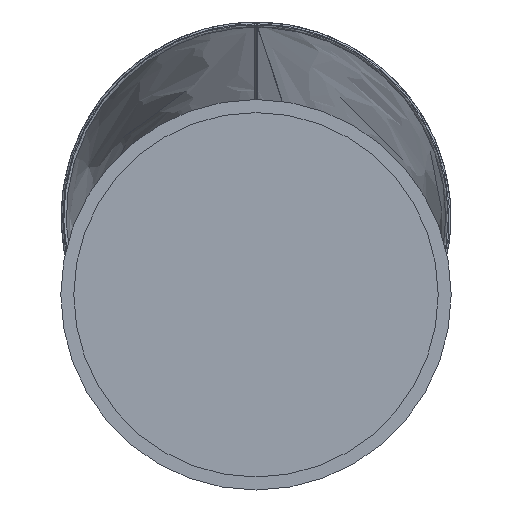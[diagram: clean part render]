
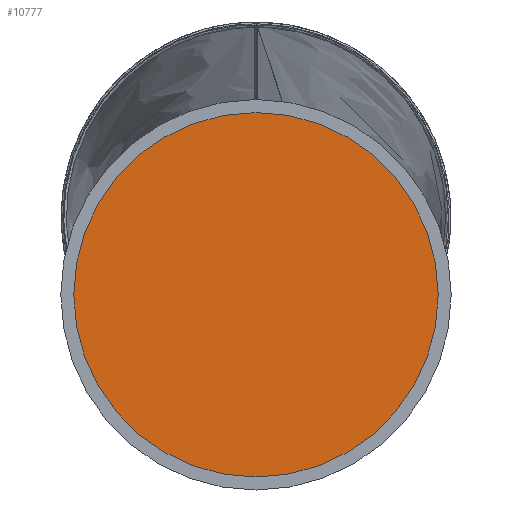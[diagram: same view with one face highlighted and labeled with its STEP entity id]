
A CAD part, front view. The second image highlights one B-rep face of the part: STEP entity #10777.
In plain terms, the highlighted planar face has unit normal (0, -1, 0).
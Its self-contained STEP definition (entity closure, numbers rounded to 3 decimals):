
#295 = CARTESIAN_POINT ( 'NONE',  ( 0., 0., 140. ) ) ;
#581 = EDGE_CURVE ( 'NONE', #6848, #4578, #2145, .T. ) ;
#1271 = AXIS2_PLACEMENT_3D ( 'NONE', #16580, #6539, #3919 ) ;
#2145 = CIRCLE ( 'NONE', #11637, 140. ) ;
#3919 = DIRECTION ( 'NONE',  ( 0., 0., 1. ) ) ;
#4578 = VERTEX_POINT ( 'NONE', #16337 ) ;
#6181 = DIRECTION ( 'NONE',  ( 0., 1., 0. ) ) ;
#6539 = DIRECTION ( 'NONE',  ( 0., 1., 0. ) ) ;
#6848 = VERTEX_POINT ( 'NONE', #295 ) ;
#7076 = DIRECTION ( 'NONE',  ( 0., 0., 1. ) ) ;
#7271 = DIRECTION ( 'NONE',  ( 0., 1., 0. ) ) ;
#7347 = EDGE_CURVE ( 'NONE', #4578, #6848, #9129, .T. ) ;
#9129 = CIRCLE ( 'NONE', #1271, 140. ) ;
#10777 = ADVANCED_FACE ( 'NONE', ( #15188 ), #13911, .F. ) ;
#11637 = AXIS2_PLACEMENT_3D ( 'NONE', #15092, #7271, #12372 ) ;
#12372 = DIRECTION ( 'NONE',  ( 0., 0., 1. ) ) ;
#12638 = CARTESIAN_POINT ( 'NONE',  ( 0., 0., 0. ) ) ;
#12993 = ORIENTED_EDGE ( 'NONE', *, *, #581, .F. ) ;
#13001 = EDGE_LOOP ( 'NONE', ( #13828, #12993 ) ) ;
#13828 = ORIENTED_EDGE ( 'NONE', *, *, #7347, .F. ) ;
#13911 = PLANE ( 'NONE',  #15375 ) ;
#15092 = CARTESIAN_POINT ( 'NONE',  ( 0., 0., 0. ) ) ;
#15188 = FACE_OUTER_BOUND ( 'NONE', #13001, .T. ) ;
#15375 = AXIS2_PLACEMENT_3D ( 'NONE', #12638, #6181, #7076 ) ;
#16337 = CARTESIAN_POINT ( 'NONE',  ( 0., 0., -140. ) ) ;
#16580 = CARTESIAN_POINT ( 'NONE',  ( 0., 0., 0. ) ) ;
